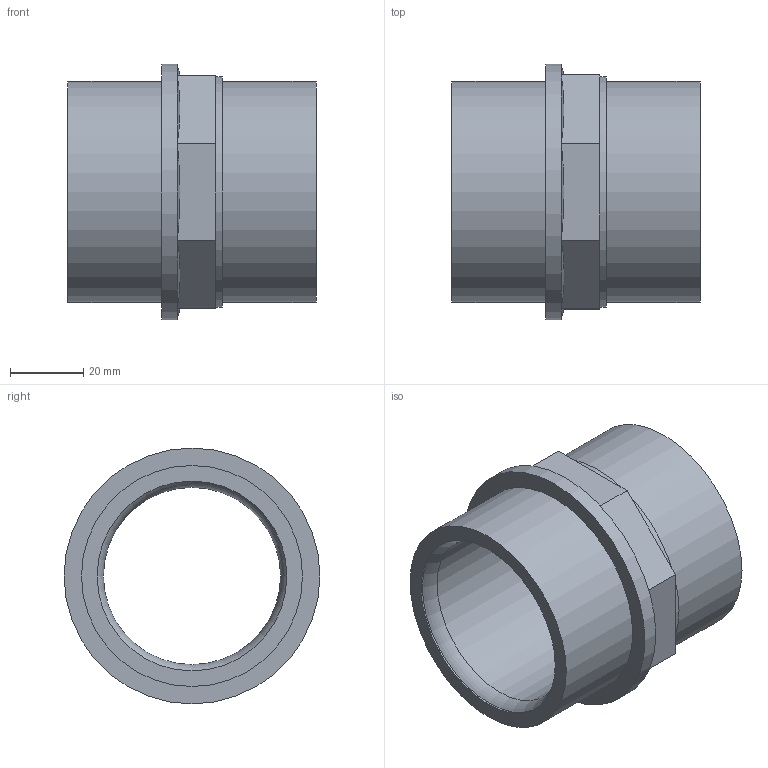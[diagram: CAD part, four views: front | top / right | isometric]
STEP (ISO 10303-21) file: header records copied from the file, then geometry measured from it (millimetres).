
FILE_DESCRIPTION(/* description */ (''),/* implementation_level */ '2;1');
FILE_NAME(/* name */ 'NFV200.ipt.stp',/* time_stamp */ '2013-10-01T14:48:13+02:00',/* author */ ('bfaro'),/* organization */ (''),/* preprocessor_version */ 'ST-DEVELOPER v15.2',/* originating_system */ 'Autodesk Inventor 2014',/* authorisation */ '');
FILE_SCHEMA (('AUTOMOTIVE_DESIGN { 1 0 10303 214 3 1 1 }'));
Length unit declared in the file: millimetre
Products named in the file (1): NFV200
Bounding box: 68 x 70 x 70 mm (x, y, z)
Volume: 79052.3 mm3; surface area: 27200.5 mm2
Topology: 1 solids, 1 shells, 23 faces, 58 edges, 40 vertices
Faces by surface type: plane 13, cylinder 7, torus 2, cone 1
Full cylindrical faces by diameter (mm): 48.507 x1, 51.93 x2, 60.5 x2, 63.174 x1, 70 x1
Entity records: 648 total; most frequent: CARTESIAN_POINT 140, ORIENTED_EDGE 92, DIRECTION 92, EDGE_CURVE 46, EDGE_LOOP 38, VERTEX_POINT 38, AXIS2_PLACEMENT_3D 38, FACE_OUTER_BOUND 23
